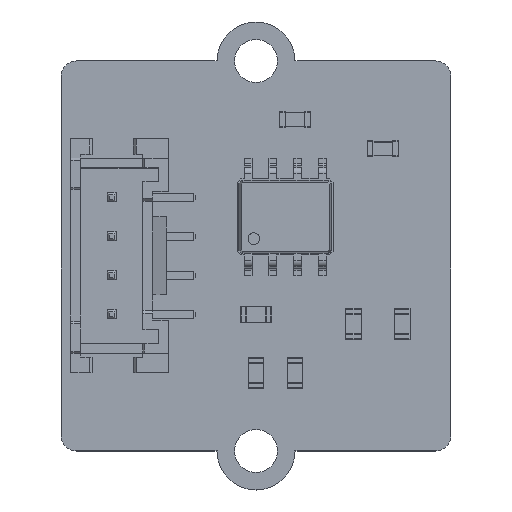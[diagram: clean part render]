
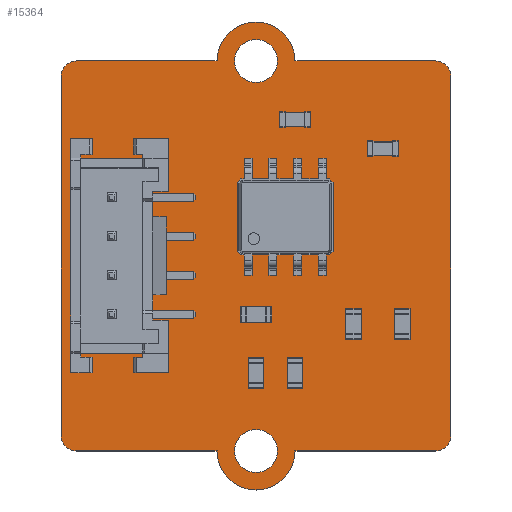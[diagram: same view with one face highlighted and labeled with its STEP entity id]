
A CAD part, top view. The second image highlights one B-rep face of the part: STEP entity #15364.
In plain terms, the highlighted planar face has unit normal (0, 0, 1).
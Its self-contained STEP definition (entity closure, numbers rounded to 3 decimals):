
#15159 = VERTEX_POINT('',#15160);
#15160 = CARTESIAN_POINT('',(8.,0.,1.51));
#15166 = EDGE_CURVE('',#15159,#15167,#15169,.T.);
#15167 = VERTEX_POINT('',#15168);
#15168 = CARTESIAN_POINT('',(12.,0.,1.51));
#15169 = CIRCLE('',#15170,2.);
#15170 = AXIS2_PLACEMENT_3D('',#15171,#15172,#15173);
#15171 = CARTESIAN_POINT('',(10.,0.,1.51));
#15172 = DIRECTION('',(0.,0.,-1.));
#15173 = DIRECTION('',(-1.,0.,-0.));
#15201 = VERTEX_POINT('',#15202);
#15202 = CARTESIAN_POINT('',(0.8,0.,1.51));
#15208 = EDGE_CURVE('',#15201,#15159,#15209,.T.);
#15209 = LINE('',#15210,#15211);
#15210 = CARTESIAN_POINT('',(0.8,0.,1.51));
#15211 = VECTOR('',#15212,1.);
#15212 = DIRECTION('',(1.,0.,0.));
#15230 = EDGE_CURVE('',#15167,#15231,#15233,.T.);
#15231 = VERTEX_POINT('',#15232);
#15232 = CARTESIAN_POINT('',(19.2,0.,1.51));
#15233 = LINE('',#15234,#15235);
#15234 = CARTESIAN_POINT('',(12.,0.,1.51));
#15235 = VECTOR('',#15236,1.);
#15236 = DIRECTION('',(1.,0.,0.));
#15364 = ADVANCED_FACE('',(#15365,#15445,#15456),#15467,.T.);
#15365 = FACE_BOUND('',#15366,.T.);
#15366 = EDGE_LOOP('',(#15367,#15368,#15369,#15378,#15386,#15395,#15403,
    #15412,#15420,#15429,#15437,#15444));
#15367 = ORIENTED_EDGE('',*,*,#15166,.F.);
#15368 = ORIENTED_EDGE('',*,*,#15208,.F.);
#15369 = ORIENTED_EDGE('',*,*,#15370,.F.);
#15370 = EDGE_CURVE('',#15371,#15201,#15373,.T.);
#15371 = VERTEX_POINT('',#15372);
#15372 = CARTESIAN_POINT('',(0.,-0.8,1.51));
#15373 = CIRCLE('',#15374,0.8);
#15374 = AXIS2_PLACEMENT_3D('',#15375,#15376,#15377);
#15375 = CARTESIAN_POINT('',(0.8,-0.8,1.51));
#15376 = DIRECTION('',(0.,0.,-1.));
#15377 = DIRECTION('',(-1.,0.,0.));
#15378 = ORIENTED_EDGE('',*,*,#15379,.F.);
#15379 = EDGE_CURVE('',#15380,#15371,#15382,.T.);
#15380 = VERTEX_POINT('',#15381);
#15381 = CARTESIAN_POINT('',(0.,-19.2,1.51));
#15382 = LINE('',#15383,#15384);
#15383 = CARTESIAN_POINT('',(0.,-19.2,1.51));
#15384 = VECTOR('',#15385,1.);
#15385 = DIRECTION('',(0.,1.,0.));
#15386 = ORIENTED_EDGE('',*,*,#15387,.F.);
#15387 = EDGE_CURVE('',#15388,#15380,#15390,.T.);
#15388 = VERTEX_POINT('',#15389);
#15389 = CARTESIAN_POINT('',(0.8,-20.,1.51));
#15390 = CIRCLE('',#15391,0.8);
#15391 = AXIS2_PLACEMENT_3D('',#15392,#15393,#15394);
#15392 = CARTESIAN_POINT('',(0.8,-19.2,1.51));
#15393 = DIRECTION('',(0.,0.,-1.));
#15394 = DIRECTION('',(0.,-1.,-0.));
#15395 = ORIENTED_EDGE('',*,*,#15396,.F.);
#15396 = EDGE_CURVE('',#15397,#15388,#15399,.T.);
#15397 = VERTEX_POINT('',#15398);
#15398 = CARTESIAN_POINT('',(8.,-20.,1.51));
#15399 = LINE('',#15400,#15401);
#15400 = CARTESIAN_POINT('',(8.,-20.,1.51));
#15401 = VECTOR('',#15402,1.);
#15402 = DIRECTION('',(-1.,0.,0.));
#15403 = ORIENTED_EDGE('',*,*,#15404,.F.);
#15404 = EDGE_CURVE('',#15405,#15397,#15407,.T.);
#15405 = VERTEX_POINT('',#15406);
#15406 = CARTESIAN_POINT('',(12.,-20.,1.51));
#15407 = CIRCLE('',#15408,2.);
#15408 = AXIS2_PLACEMENT_3D('',#15409,#15410,#15411);
#15409 = CARTESIAN_POINT('',(10.,-20.,1.51));
#15410 = DIRECTION('',(0.,0.,-1.));
#15411 = DIRECTION('',(1.,0.,0.));
#15412 = ORIENTED_EDGE('',*,*,#15413,.F.);
#15413 = EDGE_CURVE('',#15414,#15405,#15416,.T.);
#15414 = VERTEX_POINT('',#15415);
#15415 = CARTESIAN_POINT('',(19.2,-20.,1.51));
#15416 = LINE('',#15417,#15418);
#15417 = CARTESIAN_POINT('',(19.2,-20.,1.51));
#15418 = VECTOR('',#15419,1.);
#15419 = DIRECTION('',(-1.,0.,0.));
#15420 = ORIENTED_EDGE('',*,*,#15421,.F.);
#15421 = EDGE_CURVE('',#15422,#15414,#15424,.T.);
#15422 = VERTEX_POINT('',#15423);
#15423 = CARTESIAN_POINT('',(20.,-19.2,1.51));
#15424 = CIRCLE('',#15425,0.8);
#15425 = AXIS2_PLACEMENT_3D('',#15426,#15427,#15428);
#15426 = CARTESIAN_POINT('',(19.2,-19.2,1.51));
#15427 = DIRECTION('',(0.,0.,-1.));
#15428 = DIRECTION('',(1.,0.,0.));
#15429 = ORIENTED_EDGE('',*,*,#15430,.F.);
#15430 = EDGE_CURVE('',#15431,#15422,#15433,.T.);
#15431 = VERTEX_POINT('',#15432);
#15432 = CARTESIAN_POINT('',(20.,-0.8,1.51));
#15433 = LINE('',#15434,#15435);
#15434 = CARTESIAN_POINT('',(20.,-0.8,1.51));
#15435 = VECTOR('',#15436,1.);
#15436 = DIRECTION('',(0.,-1.,0.));
#15437 = ORIENTED_EDGE('',*,*,#15438,.F.);
#15438 = EDGE_CURVE('',#15231,#15431,#15439,.T.);
#15439 = CIRCLE('',#15440,0.8);
#15440 = AXIS2_PLACEMENT_3D('',#15441,#15442,#15443);
#15441 = CARTESIAN_POINT('',(19.2,-0.8,1.51));
#15442 = DIRECTION('',(0.,0.,-1.));
#15443 = DIRECTION('',(0.,1.,0.));
#15444 = ORIENTED_EDGE('',*,*,#15230,.F.);
#15445 = FACE_BOUND('',#15446,.T.);
#15446 = EDGE_LOOP('',(#15447));
#15447 = ORIENTED_EDGE('',*,*,#15448,.T.);
#15448 = EDGE_CURVE('',#15449,#15449,#15451,.T.);
#15449 = VERTEX_POINT('',#15450);
#15450 = CARTESIAN_POINT('',(10.,-21.1,1.51));
#15451 = CIRCLE('',#15452,1.1);
#15452 = AXIS2_PLACEMENT_3D('',#15453,#15454,#15455);
#15453 = CARTESIAN_POINT('',(10.,-20.,1.51));
#15454 = DIRECTION('',(-0.,0.,-1.));
#15455 = DIRECTION('',(-0.,-1.,0.));
#15456 = FACE_BOUND('',#15457,.T.);
#15457 = EDGE_LOOP('',(#15458));
#15458 = ORIENTED_EDGE('',*,*,#15459,.T.);
#15459 = EDGE_CURVE('',#15460,#15460,#15462,.T.);
#15460 = VERTEX_POINT('',#15461);
#15461 = CARTESIAN_POINT('',(10.,-1.1,1.51));
#15462 = CIRCLE('',#15463,1.1);
#15463 = AXIS2_PLACEMENT_3D('',#15464,#15465,#15466);
#15464 = CARTESIAN_POINT('',(10.,0.,1.51));
#15465 = DIRECTION('',(-0.,0.,-1.));
#15466 = DIRECTION('',(-0.,-1.,0.));
#15467 = PLANE('',#15468);
#15468 = AXIS2_PLACEMENT_3D('',#15469,#15470,#15471);
#15469 = CARTESIAN_POINT('',(0.,0.,1.51));
#15470 = DIRECTION('',(0.,0.,1.));
#15471 = DIRECTION('',(1.,0.,-0.));
